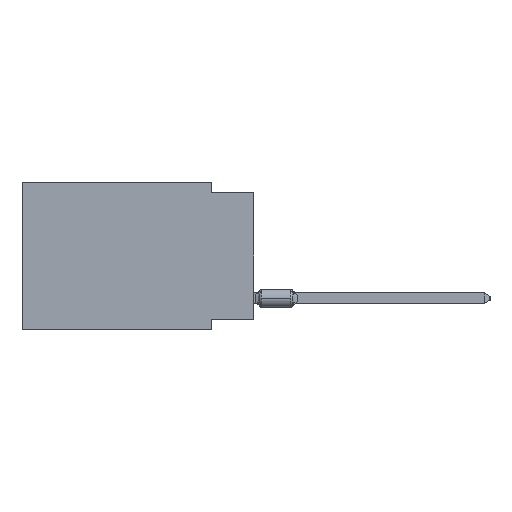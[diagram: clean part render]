
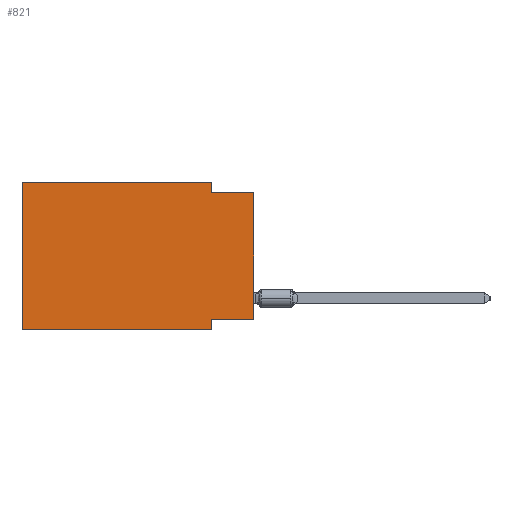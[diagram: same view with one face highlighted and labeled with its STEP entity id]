
A CAD part, left-side view. The second image highlights one B-rep face of the part: STEP entity #821.
In plain terms, the highlighted planar face has unit normal (-1, 0, 0).
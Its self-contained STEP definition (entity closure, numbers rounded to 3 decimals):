
#821 = ADVANCED_FACE ( 'NONE', ( #40006 ), #5557, .F. ) ;
#1056 = VERTEX_POINT ( 'NONE', #87940 ) ;
#2207 = CARTESIAN_POINT ( 'NONE',  ( 0., 13.97, 0. ) ) ;
#4087 = VERTEX_POINT ( 'NONE', #86307 ) ;
#5557 = PLANE ( 'NONE',  #82258 ) ;
#7849 = VERTEX_POINT ( 'NONE', #77431 ) ;
#13948 = ORIENTED_EDGE ( 'NONE', *, *, #88002, .F. ) ;
#14391 = CARTESIAN_POINT ( 'NONE',  ( 0., 0., -8.255 ) ) ;
#16740 = CARTESIAN_POINT ( 'NONE',  ( 0., 13.97, -8.89 ) ) ;
#17233 = LINE ( 'NONE', #77667, #42589 ) ;
#18755 = DIRECTION ( 'NONE',  ( 0., 0., 1. ) ) ;
#20015 = VERTEX_POINT ( 'NONE', #29728 ) ;
#25152 = ORIENTED_EDGE ( 'NONE', *, *, #25841, .F. ) ;
#25813 = CARTESIAN_POINT ( 'NONE',  ( 0., 0., -0.635 ) ) ;
#25841 = EDGE_CURVE ( 'NONE', #45291, #20015, #48275, .T. ) ;
#29728 = CARTESIAN_POINT ( 'NONE',  ( 0., 2.54, -8.255 ) ) ;
#30659 = CARTESIAN_POINT ( 'NONE',  ( 0., 2.54, -8.89 ) ) ;
#31533 = DIRECTION ( 'NONE',  ( 1., 0., 0. ) ) ;
#33066 = CARTESIAN_POINT ( 'NONE',  ( 0., 13.97, 0. ) ) ;
#33471 = ORIENTED_EDGE ( 'NONE', *, *, #89042, .T. ) ;
#34188 = DIRECTION ( 'NONE',  ( 0., -1., 0. ) ) ;
#34734 = LINE ( 'NONE', #33066, #53334 ) ;
#35776 = VERTEX_POINT ( 'NONE', #2207 ) ;
#36566 = EDGE_CURVE ( 'NONE', #7849, #4087, #17233, .T. ) ;
#38671 = DIRECTION ( 'NONE',  ( 0., 1., 0. ) ) ;
#38886 = ORIENTED_EDGE ( 'NONE', *, *, #100421, .F. ) ;
#40006 = FACE_OUTER_BOUND ( 'NONE', #96621, .T. ) ;
#41142 = CARTESIAN_POINT ( 'NONE',  ( 0., 13.97, 0. ) ) ;
#42589 = VECTOR ( 'NONE', #85013, 1000. ) ;
#44183 = CARTESIAN_POINT ( 'NONE',  ( 0., 13.97, 0. ) ) ;
#45291 = VERTEX_POINT ( 'NONE', #86793 ) ;
#47279 = VERTEX_POINT ( 'NONE', #75400 ) ;
#48275 = LINE ( 'NONE', #14391, #71980 ) ;
#48791 = ORIENTED_EDGE ( 'NONE', *, *, #64240, .T. ) ;
#51182 = DIRECTION ( 'NONE',  ( 0., -1., 0. ) ) ;
#51753 = DIRECTION ( 'NONE',  ( 0., 0., -1. ) ) ;
#53334 = VECTOR ( 'NONE', #34188, 1000. ) ;
#54001 = VECTOR ( 'NONE', #51753, 1000. ) ;
#55472 = VERTEX_POINT ( 'NONE', #30659 ) ;
#57688 = ORIENTED_EDGE ( 'NONE', *, *, #36566, .F. ) ;
#60210 = LINE ( 'NONE', #76603, #54001 ) ;
#61744 = LINE ( 'NONE', #16740, #78611 ) ;
#64240 = EDGE_CURVE ( 'NONE', #47279, #55472, #61744, .T. ) ;
#71564 = VECTOR ( 'NONE', #106320, 1000. ) ;
#71980 = VECTOR ( 'NONE', #38671, 1000. ) ;
#74117 = EDGE_CURVE ( 'NONE', #20015, #55472, #60210, .T. ) ;
#75400 = CARTESIAN_POINT ( 'NONE',  ( 0., 13.97, -8.89 ) ) ;
#76603 = CARTESIAN_POINT ( 'NONE',  ( 0., 2.54, -8.89 ) ) ;
#77052 = VECTOR ( 'NONE', #111679, 1000. ) ;
#77431 = CARTESIAN_POINT ( 'NONE',  ( 0., 2.54, 0. ) ) ;
#77667 = CARTESIAN_POINT ( 'NONE',  ( 0., 2.54, 0. ) ) ;
#77769 = LINE ( 'NONE', #25813, #77052 ) ;
#78611 = VECTOR ( 'NONE', #51182, 1000. ) ;
#79206 = CARTESIAN_POINT ( 'NONE',  ( 0., 0., 0. ) ) ;
#81585 = VECTOR ( 'NONE', #18755, 1000. ) ;
#82258 = AXIS2_PLACEMENT_3D ( 'NONE', #41142, #31533, #83477 ) ;
#83477 = DIRECTION ( 'NONE',  ( 0., 0., -1. ) ) ;
#85013 = DIRECTION ( 'NONE',  ( 0., 0., -1. ) ) ;
#86307 = CARTESIAN_POINT ( 'NONE',  ( 0., 2.54, -0.635 ) ) ;
#86793 = CARTESIAN_POINT ( 'NONE',  ( 0., 0., -8.255 ) ) ;
#87083 = LINE ( 'NONE', #44183, #81585 ) ;
#87940 = CARTESIAN_POINT ( 'NONE',  ( 0., 0., -0.635 ) ) ;
#88002 = EDGE_CURVE ( 'NONE', #35776, #7849, #34734, .T. ) ;
#88777 = LINE ( 'NONE', #79206, #71564 ) ;
#89042 = EDGE_CURVE ( 'NONE', #45291, #1056, #88777, .T. ) ;
#90674 = ORIENTED_EDGE ( 'NONE', *, *, #111339, .F. ) ;
#96621 = EDGE_LOOP ( 'NONE', ( #33471, #38886, #57688, #13948, #90674, #48791, #110218, #25152 ) ) ;
#100421 = EDGE_CURVE ( 'NONE', #4087, #1056, #77769, .T. ) ;
#106320 = DIRECTION ( 'NONE',  ( 0., 0., 1. ) ) ;
#110218 = ORIENTED_EDGE ( 'NONE', *, *, #74117, .F. ) ;
#111339 = EDGE_CURVE ( 'NONE', #47279, #35776, #87083, .T. ) ;
#111679 = DIRECTION ( 'NONE',  ( 0., -1., 0. ) ) ;
